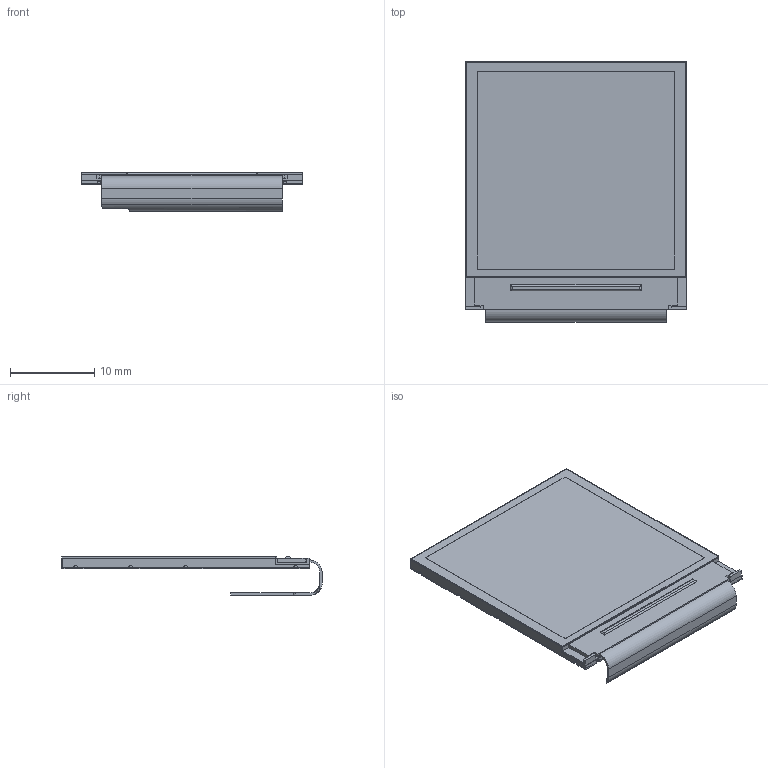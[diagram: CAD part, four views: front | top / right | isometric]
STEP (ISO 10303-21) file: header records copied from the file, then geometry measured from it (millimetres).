
FILE_DESCRIPTION(/* description */ (''),/* implementation_level */ '2;1');
FILE_NAME(/* name */ '1.3 TFT IPS - 24 Pin - Socket Revers Mount.step',/* time_stamp */ '2020-06-25T17:21:50+02:00',/* author */ (''),/* organization */ (''),/* preprocessor_version */ 'ST-DEVELOPER v18.1',/* originating_system */ 'Autodesk Translation Framework v9.3.0.1241',/* authorisation */ '');
FILE_SCHEMA (('AUTOMOTIVE_DESIGN { 1 0 10303 214 3 1 1 }'));
Length unit declared in the file: millimetre
Products named in the file (1): (Unsaved)
Bounding box: 26.24 x 30.81 x 4.58 mm (x, y, z)
Volume: 1144 mm3; surface area: 2462 mm2
Topology: 1 solids, 21 shells, 724 faces, 1883 edges, 1228 vertices
Faces by surface type: plane 599, bspline 74, cylinder 51
Entity records: 25140 total; most frequent: CARTESIAN_POINT 7170, ORIENTED_EDGE 3766, DIRECTION 3243, EDGE_CURVE 1883, LINE 1521, VECTOR 1521, VERTEX_POINT 1228, AXIS2_PLACEMENT_3D 861
